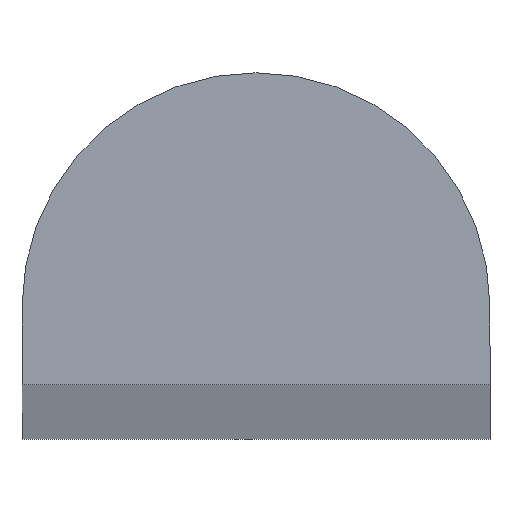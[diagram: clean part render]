
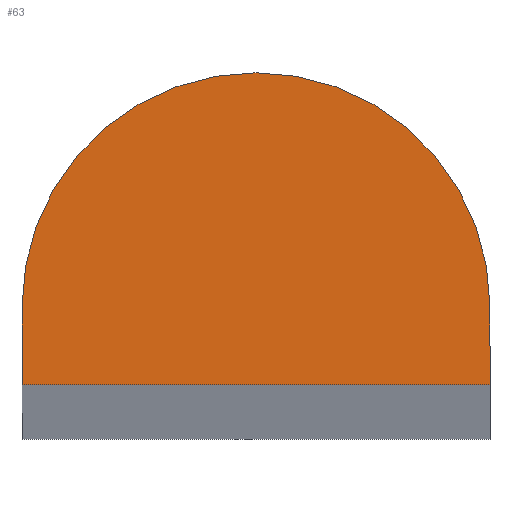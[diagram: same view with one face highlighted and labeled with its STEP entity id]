
A CAD part, top view. The second image highlights one B-rep face of the part: STEP entity #63.
In plain terms, the highlighted planar face has unit normal (0, 0, 1).
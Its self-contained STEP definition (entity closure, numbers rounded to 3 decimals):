
#13 = VECTOR ( 'NONE', #179, 1000. ) ;
#18 = AXIS2_PLACEMENT_3D ( 'NONE', #196, #236, #205 ) ;
#21 = FACE_OUTER_BOUND ( 'NONE', #209, .T. ) ;
#30 = VECTOR ( 'NONE', #98, 1000. ) ;
#37 = AXIS2_PLACEMENT_3D ( 'NONE', #162, #104, #103 ) ;
#51 = VECTOR ( 'NONE', #146, 1000. ) ;
#63 = ADVANCED_FACE ( 'NONE', ( #21 ), #191, .T. ) ;
#69 = EDGE_CURVE ( 'NONE', #233, #228, #171, .T. ) ;
#73 = CIRCLE ( 'NONE', #37, 7.5 ) ;
#77 = EDGE_CURVE ( 'NONE', #228, #217, #235, .T. ) ;
#86 = EDGE_CURVE ( 'NONE', #232, #233, #73, .T. ) ;
#89 = EDGE_CURVE ( 'NONE', #217, #232, #100, .T. ) ;
#98 = DIRECTION ( 'NONE',  ( 0., 1., 0. ) ) ;
#99 = CARTESIAN_POINT ( 'NONE',  ( 7.5, 0., 500. ) ) ;
#100 = LINE ( 'NONE', #99, #30 ) ;
#102 = CARTESIAN_POINT ( 'NONE',  ( 7.5, 0., 500. ) ) ;
#103 = DIRECTION ( 'NONE',  ( 1., 0., 0. ) ) ;
#104 = DIRECTION ( 'NONE',  ( 0., 0., 1. ) ) ;
#116 = CARTESIAN_POINT ( 'NONE',  ( -7.5, 2.5, 500. ) ) ;
#119 = CARTESIAN_POINT ( 'NONE',  ( 7.5, 2.5, 500. ) ) ;
#130 = CARTESIAN_POINT ( 'NONE',  ( -7.5, 0., 500. ) ) ;
#146 = DIRECTION ( 'NONE',  ( 1., 0., 0. ) ) ;
#162 = CARTESIAN_POINT ( 'NONE',  ( 0., 2.5, 500. ) ) ;
#171 = LINE ( 'NONE', #238, #13 ) ;
#179 = DIRECTION ( 'NONE',  ( 0., -1., 0. ) ) ;
#184 = ORIENTED_EDGE ( 'NONE', *, *, #86, .T. ) ;
#188 = ORIENTED_EDGE ( 'NONE', *, *, #89, .T. ) ;
#191 = PLANE ( 'NONE',  #18 ) ;
#196 = CARTESIAN_POINT ( 'NONE',  ( 0., 2.5, 500. ) ) ;
#199 = ORIENTED_EDGE ( 'NONE', *, *, #69, .T. ) ;
#205 = DIRECTION ( 'NONE',  ( 1., 0., 0. ) ) ;
#209 = EDGE_LOOP ( 'NONE', ( #199, #222, #188, #184 ) ) ;
#217 = VERTEX_POINT ( 'NONE', #102 ) ;
#222 = ORIENTED_EDGE ( 'NONE', *, *, #77, .T. ) ;
#228 = VERTEX_POINT ( 'NONE', #130 ) ;
#231 = CARTESIAN_POINT ( 'NONE',  ( -7.5, 0., 500. ) ) ;
#232 = VERTEX_POINT ( 'NONE', #119 ) ;
#233 = VERTEX_POINT ( 'NONE', #116 ) ;
#235 = LINE ( 'NONE', #231, #51 ) ;
#236 = DIRECTION ( 'NONE',  ( 0., 0., 1. ) ) ;
#238 = CARTESIAN_POINT ( 'NONE',  ( -7.5, 0., 500. ) ) ;
